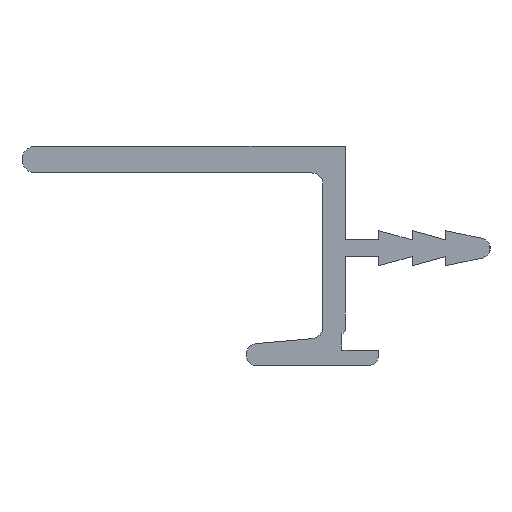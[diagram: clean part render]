
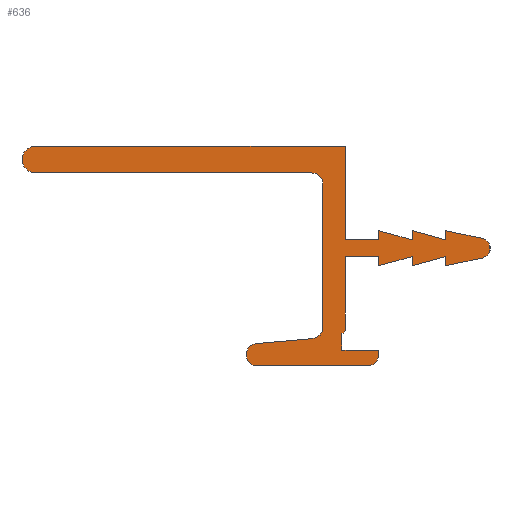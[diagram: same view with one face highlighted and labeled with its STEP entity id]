
A CAD part, left-side view. The second image highlights one B-rep face of the part: STEP entity #636.
In plain terms, the highlighted planar face has unit normal (-1, 0, 0).
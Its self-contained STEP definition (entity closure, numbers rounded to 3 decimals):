
#20=PLANE('',#703);
#50=FACE_OUTER_BOUND('',#83,.T.);
#83=EDGE_LOOP('',(#497,#498,#499,#500,#501,#502,#503,#504,#505,#506,#507,
#508,#509,#510,#511,#512,#513,#514,#515,#516,#517,#518,#519,#520,#521,#522,
#523,#524,#525,#526,#527));
#133=LINE('',#977,#212);
#137=LINE('',#987,#216);
#141=LINE('',#996,#220);
#144=LINE('',#1005,#223);
#146=LINE('',#1009,#225);
#147=LINE('',#1011,#226);
#148=LINE('',#1013,#227);
#149=LINE('',#1015,#228);
#150=LINE('',#1017,#229);
#151=LINE('',#1019,#230);
#152=LINE('',#1021,#231);
#153=LINE('',#1023,#232);
#154=LINE('',#1027,#233);
#155=LINE('',#1029,#234);
#156=LINE('',#1031,#235);
#157=LINE('',#1033,#236);
#158=LINE('',#1035,#237);
#159=LINE('',#1037,#238);
#160=LINE('',#1039,#239);
#161=LINE('',#1041,#240);
#162=LINE('',#1043,#241);
#163=LINE('',#1046,#242);
#164=LINE('',#1049,#243);
#165=LINE('',#1050,#244);
#212=VECTOR('',#780,10.);
#216=VECTOR('',#790,10.);
#220=VECTOR('',#800,10.);
#223=VECTOR('',#809,10.);
#225=VECTOR('',#813,10.);
#226=VECTOR('',#814,10.);
#227=VECTOR('',#815,10.);
#228=VECTOR('',#816,10.);
#229=VECTOR('',#817,10.);
#230=VECTOR('',#818,10.);
#231=VECTOR('',#819,10.);
#232=VECTOR('',#820,10.);
#233=VECTOR('',#823,10.);
#234=VECTOR('',#824,10.);
#235=VECTOR('',#825,10.);
#236=VECTOR('',#826,10.);
#237=VECTOR('',#827,10.);
#238=VECTOR('',#828,10.);
#239=VECTOR('',#829,10.);
#240=VECTOR('',#830,10.);
#241=VECTOR('',#831,10.);
#242=VECTOR('',#834,10.);
#243=VECTOR('',#837,10.);
#244=VECTOR('',#838,10.);
#266=CIRCLE('',#685,0.3);
#273=CIRCLE('',#695,1.);
#274=CIRCLE('',#698,1.);
#275=CIRCLE('',#701,1.);
#276=CIRCLE('',#704,0.9);
#277=CIRCLE('',#705,1.2);
#278=CIRCLE('',#706,1.);
#281=VERTEX_POINT('',#910);
#282=VERTEX_POINT('',#912);
#312=VERTEX_POINT('',#976);
#313=VERTEX_POINT('',#980);
#314=VERTEX_POINT('',#981);
#315=VERTEX_POINT('',#986);
#316=VERTEX_POINT('',#990);
#317=VERTEX_POINT('',#991);
#318=VERTEX_POINT('',#998);
#319=VERTEX_POINT('',#1000);
#320=VERTEX_POINT('',#1004);
#321=VERTEX_POINT('',#1008);
#322=VERTEX_POINT('',#1010);
#323=VERTEX_POINT('',#1012);
#324=VERTEX_POINT('',#1014);
#325=VERTEX_POINT('',#1016);
#326=VERTEX_POINT('',#1018);
#327=VERTEX_POINT('',#1020);
#328=VERTEX_POINT('',#1022);
#329=VERTEX_POINT('',#1024);
#330=VERTEX_POINT('',#1026);
#331=VERTEX_POINT('',#1028);
#332=VERTEX_POINT('',#1030);
#333=VERTEX_POINT('',#1032);
#334=VERTEX_POINT('',#1034);
#335=VERTEX_POINT('',#1036);
#336=VERTEX_POINT('',#1038);
#337=VERTEX_POINT('',#1040);
#338=VERTEX_POINT('',#1042);
#339=VERTEX_POINT('',#1045);
#340=VERTEX_POINT('',#1048);
#343=EDGE_CURVE('',#281,#282,#266,.T.);
#375=EDGE_CURVE('',#312,#282,#133,.T.);
#377=EDGE_CURVE('',#313,#314,#273,.T.);
#380=EDGE_CURVE('',#315,#314,#137,.T.);
#382=EDGE_CURVE('',#316,#317,#274,.T.);
#385=EDGE_CURVE('',#313,#317,#141,.T.);
#387=EDGE_CURVE('',#318,#319,#275,.T.);
#389=EDGE_CURVE('',#320,#319,#144,.T.);
#391=EDGE_CURVE('',#281,#321,#146,.T.);
#392=EDGE_CURVE('',#321,#322,#147,.T.);
#393=EDGE_CURVE('',#322,#323,#148,.T.);
#394=EDGE_CURVE('',#323,#324,#149,.T.);
#395=EDGE_CURVE('',#324,#325,#150,.T.);
#396=EDGE_CURVE('',#325,#326,#151,.T.);
#397=EDGE_CURVE('',#326,#327,#152,.T.);
#398=EDGE_CURVE('',#327,#328,#153,.T.);
#399=EDGE_CURVE('',#328,#329,#276,.T.);
#400=EDGE_CURVE('',#329,#330,#154,.T.);
#401=EDGE_CURVE('',#330,#331,#155,.T.);
#402=EDGE_CURVE('',#331,#332,#156,.T.);
#403=EDGE_CURVE('',#332,#333,#157,.T.);
#404=EDGE_CURVE('',#333,#334,#158,.T.);
#405=EDGE_CURVE('',#334,#335,#159,.T.);
#406=EDGE_CURVE('',#335,#336,#160,.T.);
#407=EDGE_CURVE('',#336,#337,#161,.T.);
#408=EDGE_CURVE('',#337,#338,#162,.T.);
#409=EDGE_CURVE('',#315,#338,#277,.T.);
#410=EDGE_CURVE('',#316,#339,#163,.T.);
#411=EDGE_CURVE('',#339,#320,#278,.T.);
#412=EDGE_CURVE('',#318,#340,#164,.T.);
#413=EDGE_CURVE('',#340,#312,#165,.T.);
#497=ORIENTED_EDGE('',*,*,#343,.F.);
#498=ORIENTED_EDGE('',*,*,#391,.T.);
#499=ORIENTED_EDGE('',*,*,#392,.T.);
#500=ORIENTED_EDGE('',*,*,#393,.T.);
#501=ORIENTED_EDGE('',*,*,#394,.T.);
#502=ORIENTED_EDGE('',*,*,#395,.T.);
#503=ORIENTED_EDGE('',*,*,#396,.T.);
#504=ORIENTED_EDGE('',*,*,#397,.T.);
#505=ORIENTED_EDGE('',*,*,#398,.T.);
#506=ORIENTED_EDGE('',*,*,#399,.T.);
#507=ORIENTED_EDGE('',*,*,#400,.T.);
#508=ORIENTED_EDGE('',*,*,#401,.T.);
#509=ORIENTED_EDGE('',*,*,#402,.T.);
#510=ORIENTED_EDGE('',*,*,#403,.T.);
#511=ORIENTED_EDGE('',*,*,#404,.T.);
#512=ORIENTED_EDGE('',*,*,#405,.T.);
#513=ORIENTED_EDGE('',*,*,#406,.T.);
#514=ORIENTED_EDGE('',*,*,#407,.T.);
#515=ORIENTED_EDGE('',*,*,#408,.T.);
#516=ORIENTED_EDGE('',*,*,#409,.F.);
#517=ORIENTED_EDGE('',*,*,#380,.T.);
#518=ORIENTED_EDGE('',*,*,#377,.F.);
#519=ORIENTED_EDGE('',*,*,#385,.T.);
#520=ORIENTED_EDGE('',*,*,#382,.F.);
#521=ORIENTED_EDGE('',*,*,#410,.T.);
#522=ORIENTED_EDGE('',*,*,#411,.T.);
#523=ORIENTED_EDGE('',*,*,#389,.T.);
#524=ORIENTED_EDGE('',*,*,#387,.F.);
#525=ORIENTED_EDGE('',*,*,#412,.T.);
#526=ORIENTED_EDGE('',*,*,#413,.T.);
#527=ORIENTED_EDGE('',*,*,#375,.T.);
#636=ADVANCED_FACE('',(#50),#20,.F.);
#685=AXIS2_PLACEMENT_3D('',#913,#737,#738);
#695=AXIS2_PLACEMENT_3D('',#982,#784,#785);
#698=AXIS2_PLACEMENT_3D('',#992,#794,#795);
#701=AXIS2_PLACEMENT_3D('',#1001,#804,#805);
#703=AXIS2_PLACEMENT_3D('',#1007,#811,#812);
#704=AXIS2_PLACEMENT_3D('',#1025,#821,#822);
#705=AXIS2_PLACEMENT_3D('',#1044,#832,#833);
#706=AXIS2_PLACEMENT_3D('',#1047,#835,#836);
#737=DIRECTION('center_axis',(1.,0.,0.));
#738=DIRECTION('ref_axis',(0.,-0.707,-0.707));
#780=DIRECTION('',(0.,0.,1.));
#784=DIRECTION('center_axis',(-1.,0.,0.));
#785=DIRECTION('ref_axis',(0.,-0.707,0.707));
#790=DIRECTION('',(0.,-1.,0.));
#794=DIRECTION('center_axis',(-1.,0.,0.));
#795=DIRECTION('ref_axis',(0.,-0.737,-0.676));
#800=DIRECTION('',(0.,0.,-1.));
#804=DIRECTION('center_axis',(1.,0.,0.));
#805=DIRECTION('ref_axis',(0.,-0.707,-0.707));
#809=DIRECTION('',(0.,-1.,0.));
#811=DIRECTION('center_axis',(1.,0.,0.));
#812=DIRECTION('ref_axis',(0.,0.,-1.));
#813=DIRECTION('',(0.,0.,1.));
#814=DIRECTION('',(0.,-1.,0.));
#815=DIRECTION('',(0.,0.,-1.));
#816=DIRECTION('',(0.,-0.964,0.265));
#817=DIRECTION('',(0.,0.,-1.));
#818=DIRECTION('',(0.,-0.964,0.265));
#819=DIRECTION('',(0.,0.,-1.));
#820=DIRECTION('',(0.,-0.978,0.207));
#821=DIRECTION('center_axis',(-1.,0.,0.));
#822=DIRECTION('ref_axis',(0.,1.,0.));
#823=DIRECTION('',(0.,0.978,0.207));
#824=DIRECTION('',(0.,0.,-1.));
#825=DIRECTION('',(0.,0.964,0.265));
#826=DIRECTION('',(0.,0.,-1.));
#827=DIRECTION('',(0.,0.964,0.265));
#828=DIRECTION('',(0.,0.,-1.));
#829=DIRECTION('',(0.,1.,0.));
#830=DIRECTION('',(0.,0.,1.));
#831=DIRECTION('',(0.,1.,0.));
#832=DIRECTION('center_axis',(1.,0.,0.));
#833=DIRECTION('ref_axis',(0.,0.,1.));
#834=DIRECTION('',(0.,0.996,-0.087));
#835=DIRECTION('center_axis',(-1.,0.,0.));
#836=DIRECTION('ref_axis',(0.,0.,-1.));
#837=DIRECTION('',(0.,0.,1.));
#838=DIRECTION('',(0.,1.,0.));
#910=CARTESIAN_POINT('',(-500.,12.1,-7.35));
#912=CARTESIAN_POINT('',(-500.,12.4,-7.65));
#913=CARTESIAN_POINT('Origin',(-500.,12.4,-7.35));
#976=CARTESIAN_POINT('',(-500.,12.4,-9.15));
#977=CARTESIAN_POINT('',(-500.,12.4,-4.175));
#980=CARTESIAN_POINT('',(-500.,14.1,5.75));
#981=CARTESIAN_POINT('',(-500.,15.1,6.75));
#982=CARTESIAN_POINT('Origin',(-500.,15.1,5.75));
#986=CARTESIAN_POINT('',(-500.,39.9,6.75));
#987=CARTESIAN_POINT('',(-500.,14.1,6.75));
#990=CARTESIAN_POINT('',(-500.,15.013,-8.112));
#991=CARTESIAN_POINT('',(-500.,14.1,-7.116));
#992=CARTESIAN_POINT('Origin',(-500.,15.1,-7.116));
#996=CARTESIAN_POINT('',(-500.,14.1,-8.032));
#998=CARTESIAN_POINT('',(-500.,9.1,-9.55));
#1000=CARTESIAN_POINT('',(-500.,10.1,-10.55));
#1001=CARTESIAN_POINT('Origin',(-500.,10.1,-9.55));
#1004=CARTESIAN_POINT('',(-500.,20.,-10.55));
#1005=CARTESIAN_POINT('',(-500.,9.1,-10.55));
#1007=CARTESIAN_POINT('Origin',(-500.,20.1,-0.7));
#1008=CARTESIAN_POINT('',(-500.,12.1,-0.75));
#1009=CARTESIAN_POINT('',(-500.,12.1,-0.75));
#1010=CARTESIAN_POINT('',(-500.,9.1,-0.75));
#1011=CARTESIAN_POINT('',(-500.,9.1,-0.75));
#1012=CARTESIAN_POINT('',(-500.,9.1,-1.575));
#1013=CARTESIAN_POINT('',(-500.,9.1,-1.575));
#1014=CARTESIAN_POINT('',(-500.,6.1,-0.75));
#1015=CARTESIAN_POINT('',(-500.,6.1,-0.75));
#1016=CARTESIAN_POINT('',(-500.,6.1,-1.575));
#1017=CARTESIAN_POINT('',(-500.,6.1,-1.575));
#1018=CARTESIAN_POINT('',(-500.,3.1,-0.75));
#1019=CARTESIAN_POINT('',(-500.,3.1,-0.75));
#1020=CARTESIAN_POINT('',(-500.,3.1,-1.575));
#1021=CARTESIAN_POINT('',(-500.,3.1,-1.575));
#1022=CARTESIAN_POINT('',(-500.,-0.186,-0.881));
#1023=CARTESIAN_POINT('',(-500.,-0.186,-0.881));
#1024=CARTESIAN_POINT('',(-500.,-0.186,0.881));
#1025=CARTESIAN_POINT('Origin',(-500.,0.,0.));
#1026=CARTESIAN_POINT('',(-500.,3.1,1.575));
#1027=CARTESIAN_POINT('',(-500.,3.1,1.575));
#1028=CARTESIAN_POINT('',(-500.,3.1,0.75));
#1029=CARTESIAN_POINT('',(-500.,3.1,0.75));
#1030=CARTESIAN_POINT('',(-500.,6.1,1.575));
#1031=CARTESIAN_POINT('',(-500.,6.1,1.575));
#1032=CARTESIAN_POINT('',(-500.,6.1,0.75));
#1033=CARTESIAN_POINT('',(-500.,6.1,0.75));
#1034=CARTESIAN_POINT('',(-500.,9.1,1.575));
#1035=CARTESIAN_POINT('',(-500.,9.1,1.575));
#1036=CARTESIAN_POINT('',(-500.,9.1,0.75));
#1037=CARTESIAN_POINT('',(-500.,9.1,0.75));
#1038=CARTESIAN_POINT('',(-500.,12.1,0.75));
#1039=CARTESIAN_POINT('',(-500.,12.1,0.75));
#1040=CARTESIAN_POINT('',(-500.,12.1,9.15));
#1041=CARTESIAN_POINT('',(-500.,12.1,9.15));
#1042=CARTESIAN_POINT('',(-500.,39.9,9.15));
#1043=CARTESIAN_POINT('',(-500.,41.1,9.15));
#1044=CARTESIAN_POINT('Origin',(-500.,39.9,7.95));
#1045=CARTESIAN_POINT('',(-500.,20.154,-8.562));
#1046=CARTESIAN_POINT('',(-500.,20.154,-8.562));
#1047=CARTESIAN_POINT('Origin',(-500.,20.,-9.55));
#1048=CARTESIAN_POINT('',(-500.,9.1,-9.15));
#1049=CARTESIAN_POINT('',(-500.,9.1,-9.15));
#1050=CARTESIAN_POINT('',(-500.,12.1,-9.15));
